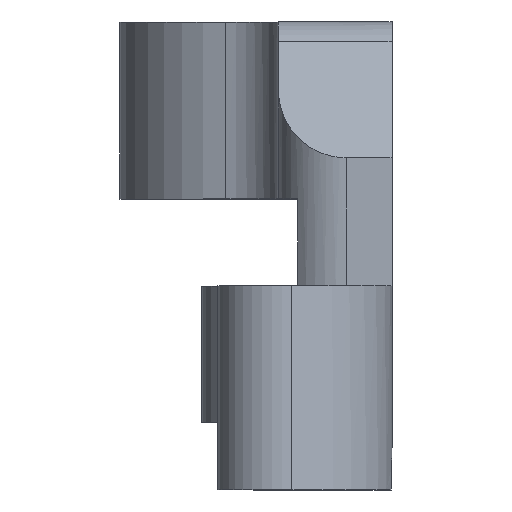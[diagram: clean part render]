
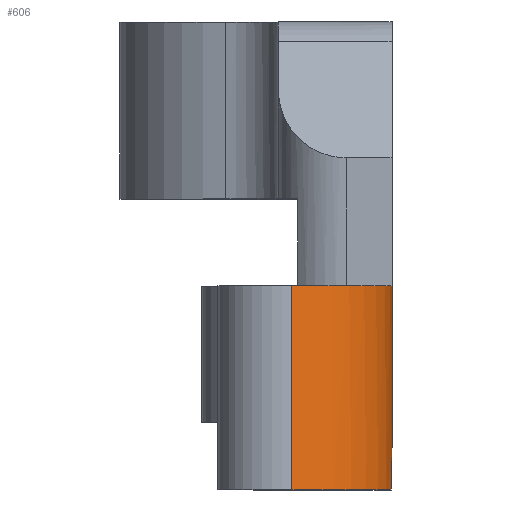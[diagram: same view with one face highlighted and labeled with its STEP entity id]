
A CAD part, top view. The second image highlights one B-rep face of the part: STEP entity #606.
In plain terms, the highlighted cylindrical face has radius 10 mm (diameter 20 mm), a partial arc.
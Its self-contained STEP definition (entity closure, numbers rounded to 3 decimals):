
#560=AXIS2_PLACEMENT_3D('Cylinder Axis2P3D',#557,#558,#559) ;
#573=AXIS2_PLACEMENT_3D('Circle Axis2P3D',#571,#572,$) ;
#587=AXIS2_PLACEMENT_3D('Circle Axis2P3D',#585,#586,$) ;
#557=CARTESIAN_POINT('Axis2P3D Location',(0.,-14.61,43.831)) ;
#562=CARTESIAN_POINT('Line Origine',(10.,-14.61,43.831)) ;
#566=CARTESIAN_POINT('Vertex',(10.,-18.237,43.831)) ;
#568=CARTESIAN_POINT('Vertex',(10.,-6.45,43.831)) ;
#571=CARTESIAN_POINT('Axis2P3D Location',(0.,-6.45,43.831)) ;
#575=CARTESIAN_POINT('Vertex',(2.645,-6.45,53.475)) ;
#578=CARTESIAN_POINT('Line Origine',(2.645,-14.61,53.475)) ;
#582=CARTESIAN_POINT('Vertex',(2.645,-21.45,53.475)) ;
#585=CARTESIAN_POINT('Axis2P3D Location',(0.,-21.45,43.831)) ;
#589=CARTESIAN_POINT('Vertex',(9.931,-21.45,45.)) ;
#593=CARTESIAN_POINT('Control Point',(9.931,-21.45,45.)) ;
#594=CARTESIAN_POINT('Control Point',(9.931,-20.577,45.)) ;
#595=CARTESIAN_POINT('Control Point',(9.957,-19.705,44.797)) ;
#596=CARTESIAN_POINT('Control Point',(10.,-18.906,44.392)) ;
#597=CARTESIAN_POINT('Control Point',(10.,-18.237,43.831)) ;
#558=DIRECTION('Axis2P3D Direction',(0.,1.,0.)) ;
#559=DIRECTION('Axis2P3D XDirection',(0.265,-0.,0.964)) ;
#563=DIRECTION('Vector Direction',(0.,1.,0.)) ;
#572=DIRECTION('Axis2P3D Direction',(0.,1.,0.)) ;
#579=DIRECTION('Vector Direction',(0.,1.,0.)) ;
#586=DIRECTION('Axis2P3D Direction',(0.,1.,0.)) ;
#564=VECTOR('Line Direction',#563,1.) ;
#580=VECTOR('Line Direction',#579,1.) ;
#600=ORIENTED_EDGE('',*,*,#570,.T.) ;
#601=ORIENTED_EDGE('',*,*,#577,.T.) ;
#602=ORIENTED_EDGE('',*,*,#584,.T.) ;
#603=ORIENTED_EDGE('',*,*,#591,.F.) ;
#604=ORIENTED_EDGE('',*,*,#598,.T.) ;
#606=ADVANCED_FACE('Corps principal',(#605),#561,.T.) ;
#592=B_SPLINE_CURVE_WITH_KNOTS('',4,(#593,#594,#595,#596,#597),.UNSPECIFIED.,.F.,.U.,(5,5),(0.,4.936),.UNSPECIFIED.) ;
#574=CIRCLE('generated circle',#573,10.) ;
#588=CIRCLE('generated circle',#587,10.) ;
#561=CYLINDRICAL_SURFACE('generated cylinder',#560,10.) ;
#570=EDGE_CURVE('',#567,#569,#565,.T.) ;
#577=EDGE_CURVE('',#569,#576,#574,.F.) ;
#584=EDGE_CURVE('',#576,#583,#581,.F.) ;
#591=EDGE_CURVE('',#590,#583,#588,.F.) ;
#598=EDGE_CURVE('',#590,#567,#592,.T.) ;
#599=EDGE_LOOP('',(#600,#601,#602,#603,#604)) ;
#605=FACE_OUTER_BOUND('',#599,.T.) ;
#565=LINE('Line',#562,#564) ;
#581=LINE('Line',#578,#580) ;
#567=VERTEX_POINT('',#566) ;
#569=VERTEX_POINT('',#568) ;
#576=VERTEX_POINT('',#575) ;
#583=VERTEX_POINT('',#582) ;
#590=VERTEX_POINT('',#589) ;
